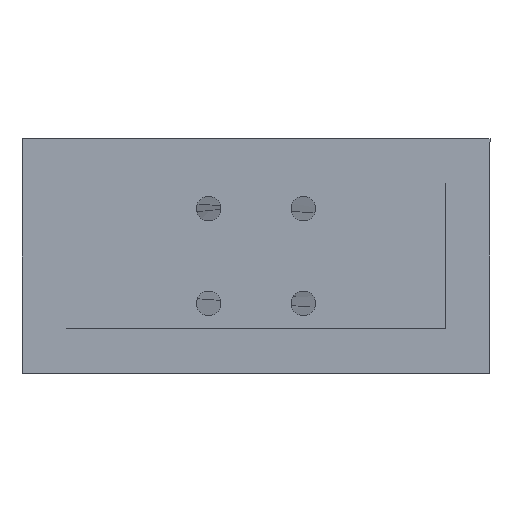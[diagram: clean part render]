
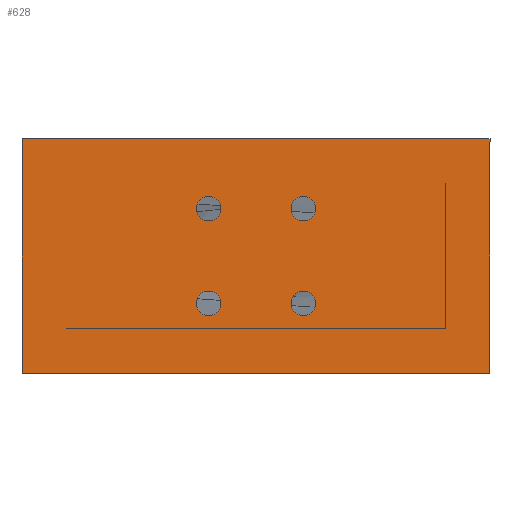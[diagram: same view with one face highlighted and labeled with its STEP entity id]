
A CAD part, left-side view. The second image highlights one B-rep face of the part: STEP entity #628.
In plain terms, the highlighted planar face has unit normal (-1, 0, 0).
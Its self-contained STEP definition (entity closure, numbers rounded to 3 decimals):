
#25=CIRCLE('',#664,1.1);
#26=CIRCLE('',#666,1.1);
#27=CIRCLE('',#668,1.1);
#28=CIRCLE('',#670,1.1);
#65=FACE_BOUND('',#147,.T.);
#66=FACE_BOUND('',#148,.T.);
#67=FACE_BOUND('',#149,.T.);
#68=FACE_BOUND('',#150,.T.);
#69=FACE_BOUND('',#151,.T.);
#103=FACE_OUTER_BOUND('',#146,.T.);
#146=EDGE_LOOP('',(#542,#543,#544,#545));
#147=EDGE_LOOP('',(#546));
#148=EDGE_LOOP('',(#547));
#149=EDGE_LOOP('',(#548));
#150=EDGE_LOOP('',(#549));
#151=EDGE_LOOP('',(#550,#551,#552,#553,#554,#555));
#174=LINE('',#1693,#196);
#175=LINE('',#1695,#197);
#176=LINE('',#1697,#198);
#177=LINE('',#1698,#199);
#196=VECTOR('',#757,10.);
#197=VECTOR('',#758,10.);
#198=VECTOR('',#759,10.);
#199=VECTOR('',#760,10.);
#244=B_SPLINE_CURVE_WITH_KNOTS('',3,(#1410,#1411,#1412,#1413,#1414,#1415),
 .UNSPECIFIED.,.F.,.F.,(4,2,4),(0.399,2.109,3.863),
 .UNSPECIFIED.);
#248=B_SPLINE_CURVE_WITH_KNOTS('',3,(#1509,#1510,#1511,#1512,#1513,#1514),
 .UNSPECIFIED.,.F.,.F.,(4,2,4),(0.399,1.048,1.699),
 .UNSPECIFIED.);
#252=B_SPLINE_CURVE_WITH_KNOTS('',3,(#1572,#1573,#1574,#1575,#1576,#1577,
#1578),.UNSPECIFIED.,.F.,.F.,(4,3,4),(0.398,1.048,
1.698),.UNSPECIFIED.);
#255=B_SPLINE_CURVE_WITH_KNOTS('',3,(#1604,#1605,#1606,#1607,#1608,#1609),
 .UNSPECIFIED.,.F.,.F.,(4,2,4),(0.396,2.099,3.836),
 .UNSPECIFIED.);
#256=B_SPLINE_CURVE_WITH_KNOTS('',3,(#1657,#1658,#1659,#1660),
 .UNSPECIFIED.,.F.,.F.,(4,4),(0.398,0.399),
 .UNSPECIFIED.);
#257=B_SPLINE_CURVE_WITH_KNOTS('',3,(#1677,#1678,#1679,#1680),
 .UNSPECIFIED.,.F.,.F.,(4,4),(3.836,3.836),
 .UNSPECIFIED.);
#296=VERTEX_POINT('',#1374);
#297=VERTEX_POINT('',#1378);
#298=VERTEX_POINT('',#1382);
#299=VERTEX_POINT('',#1386);
#302=VERTEX_POINT('',#1407);
#303=VERTEX_POINT('',#1409);
#305=VERTEX_POINT('',#1503);
#307=VERTEX_POINT('',#1566);
#308=VERTEX_POINT('',#1571);
#309=VERTEX_POINT('',#1599);
#314=VERTEX_POINT('',#1691);
#315=VERTEX_POINT('',#1692);
#316=VERTEX_POINT('',#1694);
#317=VERTEX_POINT('',#1696);
#373=EDGE_CURVE('',#296,#296,#25,.T.);
#375=EDGE_CURVE('',#297,#297,#26,.T.);
#377=EDGE_CURVE('',#298,#298,#27,.T.);
#379=EDGE_CURVE('',#299,#299,#28,.T.);
#382=EDGE_CURVE('',#302,#303,#244,.T.);
#386=EDGE_CURVE('',#305,#302,#248,.T.);
#390=EDGE_CURVE('',#308,#307,#252,.T.);
#393=EDGE_CURVE('',#307,#309,#255,.T.);
#394=EDGE_CURVE('',#309,#303,#256,.T.);
#395=EDGE_CURVE('',#305,#308,#257,.T.);
#400=EDGE_CURVE('',#314,#315,#174,.T.);
#401=EDGE_CURVE('',#315,#316,#175,.T.);
#402=EDGE_CURVE('',#316,#317,#176,.T.);
#403=EDGE_CURVE('',#317,#314,#177,.T.);
#542=ORIENTED_EDGE('',*,*,#400,.T.);
#543=ORIENTED_EDGE('',*,*,#401,.T.);
#544=ORIENTED_EDGE('',*,*,#402,.T.);
#545=ORIENTED_EDGE('',*,*,#403,.T.);
#546=ORIENTED_EDGE('',*,*,#379,.T.);
#547=ORIENTED_EDGE('',*,*,#377,.T.);
#548=ORIENTED_EDGE('',*,*,#375,.T.);
#549=ORIENTED_EDGE('',*,*,#373,.T.);
#550=ORIENTED_EDGE('',*,*,#395,.T.);
#551=ORIENTED_EDGE('',*,*,#390,.T.);
#552=ORIENTED_EDGE('',*,*,#393,.T.);
#553=ORIENTED_EDGE('',*,*,#394,.T.);
#554=ORIENTED_EDGE('',*,*,#382,.F.);
#555=ORIENTED_EDGE('',*,*,#386,.F.);
#598=PLANE('',#677);
#628=ADVANCED_FACE('',(#103,#65,#66,#67,#68,#69),#598,.F.);
#664=AXIS2_PLACEMENT_3D('',#1376,#725,#726);
#666=AXIS2_PLACEMENT_3D('',#1380,#730,#731);
#668=AXIS2_PLACEMENT_3D('',#1384,#735,#736);
#670=AXIS2_PLACEMENT_3D('',#1388,#740,#741);
#677=AXIS2_PLACEMENT_3D('',#1690,#755,#756);
#725=DIRECTION('center_axis',(1.,0.,0.));
#726=DIRECTION('ref_axis',(0.,-1.,0.));
#730=DIRECTION('center_axis',(1.,0.,0.));
#731=DIRECTION('ref_axis',(0.,-1.,0.));
#735=DIRECTION('center_axis',(1.,0.,0.));
#736=DIRECTION('ref_axis',(0.,-1.,0.));
#740=DIRECTION('center_axis',(1.,0.,0.));
#741=DIRECTION('ref_axis',(0.,-1.,0.));
#755=DIRECTION('center_axis',(1.,0.,0.));
#756=DIRECTION('ref_axis',(0.,0.,-1.));
#757=DIRECTION('',(0.,0.,-1.));
#758=DIRECTION('',(0.,-1.,0.));
#759=DIRECTION('',(0.,0.,1.));
#760=DIRECTION('',(0.,1.,0.));
#1374=CARTESIAN_POINT('',(0.,4.384,-7.177));
#1376=CARTESIAN_POINT('Origin',(0.,3.284,-7.177));
#1378=CARTESIAN_POINT('',(0.,-4.101,1.308));
#1380=CARTESIAN_POINT('Origin',(0.,-5.201,1.308));
#1382=CARTESIAN_POINT('',(0.,4.384,1.308));
#1384=CARTESIAN_POINT('Origin',(0.,3.284,1.308));
#1386=CARTESIAN_POINT('',(0.,-4.101,-7.177));
#1388=CARTESIAN_POINT('Origin',(0.,-5.201,-7.177));
#1407=CARTESIAN_POINT('',(0.,-17.893,-9.429));
#1409=CARTESIAN_POINT('',(0.,15.978,-9.429));
#1410=CARTESIAN_POINT('Ctrl Pts',(0.,-17.893,
-9.429));
#1411=CARTESIAN_POINT('Ctrl Pts',(0.,-12.195,
-9.431));
#1412=CARTESIAN_POINT('Ctrl Pts',(0.,-6.537,
-9.431));
#1413=CARTESIAN_POINT('Ctrl Pts',(0.,4.246,
-9.431));
#1414=CARTESIAN_POINT('Ctrl Pts',(0.,10.097,
-9.431));
#1415=CARTESIAN_POINT('Ctrl Pts',(0.,15.978,
-9.429));
#1503=CARTESIAN_POINT('',(0.,-17.893,3.563));
#1509=CARTESIAN_POINT('Ctrl Pts',(0.,-17.893,
3.563));
#1510=CARTESIAN_POINT('Ctrl Pts',(0.,-17.894,
1.398));
#1511=CARTESIAN_POINT('Ctrl Pts',(0.,-17.894,
-0.767));
#1512=CARTESIAN_POINT('Ctrl Pts',(0.,-17.894,
-5.093));
#1513=CARTESIAN_POINT('Ctrl Pts',(0.,-17.894,
-7.261));
#1514=CARTESIAN_POINT('Ctrl Pts',(0.,-17.893,
-9.429));
#1566=CARTESIAN_POINT('',(0.,-17.895,-9.432));
#1571=CARTESIAN_POINT('',(0.,-17.895,3.563));
#1572=CARTESIAN_POINT('Ctrl Pts',(0.,-17.895,
3.563));
#1573=CARTESIAN_POINT('Ctrl Pts',(0.,-17.896,
1.396));
#1574=CARTESIAN_POINT('Ctrl Pts',(0.,-17.896,
-0.772));
#1575=CARTESIAN_POINT('Ctrl Pts',(0.,-17.896,
-2.934));
#1576=CARTESIAN_POINT('Ctrl Pts',(0.,-17.896,
-5.097));
#1577=CARTESIAN_POINT('Ctrl Pts',(0.,-17.896,
-7.264));
#1578=CARTESIAN_POINT('Ctrl Pts',(0.,-17.895,
-9.432));
#1599=CARTESIAN_POINT('',(0.,15.978,-9.432));
#1604=CARTESIAN_POINT('Ctrl Pts',(0.,-17.895,
-9.432));
#1605=CARTESIAN_POINT('Ctrl Pts',(0.,-12.127,
-9.433));
#1606=CARTESIAN_POINT('Ctrl Pts',(0.,-6.266,
-9.433));
#1607=CARTESIAN_POINT('Ctrl Pts',(0.,3.937,
-9.433));
#1608=CARTESIAN_POINT('Ctrl Pts',(0.,10.02,
-9.433));
#1609=CARTESIAN_POINT('Ctrl Pts',(0.,15.978,
-9.432));
#1657=CARTESIAN_POINT('Ctrl Pts',(0.,15.978,
-9.432));
#1658=CARTESIAN_POINT('Ctrl Pts',(0.,15.978,
-9.431));
#1659=CARTESIAN_POINT('Ctrl Pts',(0.,15.978,
-9.43));
#1660=CARTESIAN_POINT('Ctrl Pts',(0.,15.978,
-9.429));
#1677=CARTESIAN_POINT('Ctrl Pts',(0.,-17.893,
3.563));
#1678=CARTESIAN_POINT('Ctrl Pts',(0.,-17.894,
3.563));
#1679=CARTESIAN_POINT('Ctrl Pts',(0.,-17.895,
3.563));
#1680=CARTESIAN_POINT('Ctrl Pts',(0.,-17.895,
3.563));
#1690=CARTESIAN_POINT('Origin',(0.,-0.959,
-2.934));
#1691=CARTESIAN_POINT('',(0.,19.991,7.566));
#1692=CARTESIAN_POINT('',(0.,19.991,-13.434));
#1693=CARTESIAN_POINT('',(0.,19.991,7.566));
#1694=CARTESIAN_POINT('',(0.,-21.909,-13.434));
#1695=CARTESIAN_POINT('',(0.,19.991,-13.434));
#1696=CARTESIAN_POINT('',(0.,-21.909,7.566));
#1697=CARTESIAN_POINT('',(0.,-21.909,-13.434));
#1698=CARTESIAN_POINT('',(0.,-21.909,7.566));
